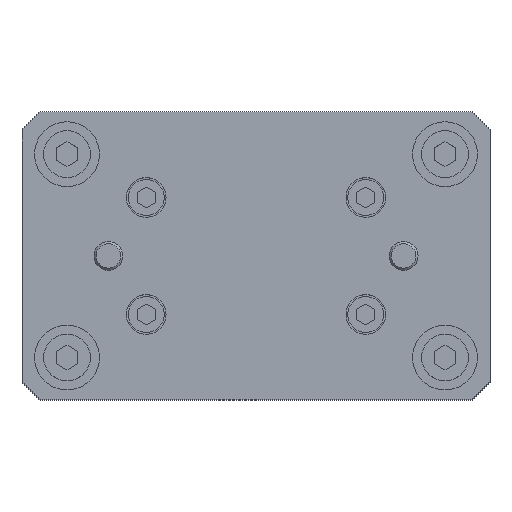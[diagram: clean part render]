
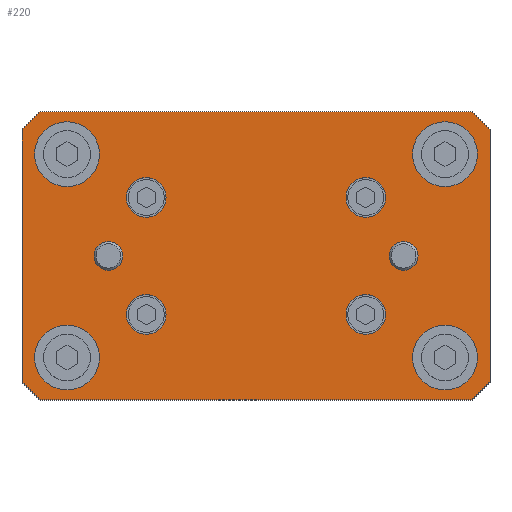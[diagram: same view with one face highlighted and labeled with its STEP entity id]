
A CAD part, top view. The second image highlights one B-rep face of the part: STEP entity #220.
In plain terms, the highlighted planar face has unit normal (0, 0, 1).
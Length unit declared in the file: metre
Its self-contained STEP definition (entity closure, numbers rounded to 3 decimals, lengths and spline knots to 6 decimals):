
#220 = ADVANCED_FACE( '', ( #590, #591, #592, #593, #594, #595, #596, #597, #598, #599, #600 ), #601, .F. );
#590 = FACE_BOUND( '', #1203, .T. );
#591 = FACE_BOUND( '', #1204, .T. );
#592 = FACE_BOUND( '', #1205, .T. );
#593 = FACE_BOUND( '', #1206, .T. );
#594 = FACE_BOUND( '', #1207, .T. );
#595 = FACE_BOUND( '', #1208, .T. );
#596 = FACE_BOUND( '', #1209, .T. );
#597 = FACE_BOUND( '', #1210, .T. );
#598 = FACE_BOUND( '', #1211, .T. );
#599 = FACE_BOUND( '', #1212, .T. );
#600 = FACE_OUTER_BOUND( '', #1213, .T. );
#601 = PLANE( '', #1214 );
#1203 = EDGE_LOOP( '', ( #1871 ) );
#1204 = EDGE_LOOP( '', ( #1872 ) );
#1205 = EDGE_LOOP( '', ( #1873 ) );
#1206 = EDGE_LOOP( '', ( #1874 ) );
#1207 = EDGE_LOOP( '', ( #1875 ) );
#1208 = EDGE_LOOP( '', ( #1876 ) );
#1209 = EDGE_LOOP( '', ( #1877 ) );
#1210 = EDGE_LOOP( '', ( #1878 ) );
#1211 = EDGE_LOOP( '', ( #1879 ) );
#1212 = EDGE_LOOP( '', ( #1880 ) );
#1213 = EDGE_LOOP( '', ( #1881, #1882, #1883, #1884, #1885, #1886, #1887, #1888 ) );
#1214 = AXIS2_PLACEMENT_3D( '', #1889, #1890, #1891 );
#1871 = ORIENTED_EDGE( '', *, *, #3024, .T. );
#1872 = ORIENTED_EDGE( '', *, *, #2993, .F. );
#1873 = ORIENTED_EDGE( '', *, *, #3025, .F. );
#1874 = ORIENTED_EDGE( '', *, *, #3026, .T. );
#1875 = ORIENTED_EDGE( '', *, *, #3027, .F. );
#1876 = ORIENTED_EDGE( '', *, *, #3028, .T. );
#1877 = ORIENTED_EDGE( '', *, *, #3029, .F. );
#1878 = ORIENTED_EDGE( '', *, *, #3030, .F. );
#1879 = ORIENTED_EDGE( '', *, *, #3031, .F. );
#1880 = ORIENTED_EDGE( '', *, *, #3032, .F. );
#1881 = ORIENTED_EDGE( '', *, *, #3033, .F. );
#1882 = ORIENTED_EDGE( '', *, *, #3034, .T. );
#1883 = ORIENTED_EDGE( '', *, *, #3035, .F. );
#1884 = ORIENTED_EDGE( '', *, *, #3036, .T. );
#1885 = ORIENTED_EDGE( '', *, *, #3037, .F. );
#1886 = ORIENTED_EDGE( '', *, *, #3038, .T. );
#1887 = ORIENTED_EDGE( '', *, *, #3039, .F. );
#1888 = ORIENTED_EDGE( '', *, *, #3019, .T. );
#1889 = CARTESIAN_POINT( '', ( -0.065, 0.04, 0.013 ) );
#1890 = DIRECTION( '', ( 0., 0., -1. ) );
#1891 = DIRECTION( '', ( 0., 1., 0. ) );
#2993 = EDGE_CURVE( '', #3453, #3453, #3454, .T. );
#3019 = EDGE_CURVE( '', #3497, #3498, #3499, .F. );
#3024 = EDGE_CURVE( '', #3506, #3506, #3507, .T. );
#3025 = EDGE_CURVE( '', #3508, #3508, #3509, .T. );
#3026 = EDGE_CURVE( '', #3510, #3510, #3511, .T. );
#3027 = EDGE_CURVE( '', #3512, #3512, #3513, .T. );
#3028 = EDGE_CURVE( '', #3514, #3514, #3515, .T. );
#3029 = EDGE_CURVE( '', #3516, #3516, #3517, .T. );
#3030 = EDGE_CURVE( '', #3518, #3518, #3519, .T. );
#3031 = EDGE_CURVE( '', #3520, #3520, #3521, .T. );
#3032 = EDGE_CURVE( '', #3522, #3522, #3523, .T. );
#3033 = EDGE_CURVE( '', #3524, #3498, #3525, .T. );
#3034 = EDGE_CURVE( '', #3524, #3526, #3527, .F. );
#3035 = EDGE_CURVE( '', #3528, #3526, #3529, .T. );
#3036 = EDGE_CURVE( '', #3528, #3530, #3531, .F. );
#3037 = EDGE_CURVE( '', #3532, #3530, #3533, .T. );
#3038 = EDGE_CURVE( '', #3532, #3534, #3535, .F. );
#3039 = EDGE_CURVE( '', #3497, #3534, #3536, .T. );
#3453 = VERTEX_POINT( '', #4155 );
#3454 = CIRCLE( '', #4156, 0.0055 );
#3497 = VERTEX_POINT( '', #4210 );
#3498 = VERTEX_POINT( '', #4211 );
#3499 = LINE( '', #4212, #4213 );
#3506 = VERTEX_POINT( '', #4223 );
#3507 = CIRCLE( '', #4224, 0.0055 );
#3508 = VERTEX_POINT( '', #4225 );
#3509 = CIRCLE( '', #4226, 0.0055 );
#3510 = VERTEX_POINT( '', #4227 );
#3511 = CIRCLE( '', #4228, 0.0055 );
#3512 = VERTEX_POINT( '', #4229 );
#3513 = CIRCLE( '', #4230, 0.004 );
#3514 = VERTEX_POINT( '', #4231 );
#3515 = CIRCLE( '', #4232, 0.004 );
#3516 = VERTEX_POINT( '', #4233 );
#3517 = CIRCLE( '', #4234, 0.004 );
#3518 = VERTEX_POINT( '', #4235 );
#3519 = CIRCLE( '', #4236, 0.004 );
#3520 = VERTEX_POINT( '', #4237 );
#3521 = CIRCLE( '', #4238, 0.004 );
#3522 = VERTEX_POINT( '', #4239 );
#3523 = CIRCLE( '', #4240, 0.004 );
#3524 = VERTEX_POINT( '', #4241 );
#3525 = LINE( '', #4242, #4243 );
#3526 = VERTEX_POINT( '', #4244 );
#3527 = LINE( '', #4245, #4246 );
#3528 = VERTEX_POINT( '', #4247 );
#3529 = LINE( '', #4248, #4249 );
#3530 = VERTEX_POINT( '', #4250 );
#3531 = LINE( '', #4251, #4252 );
#3532 = VERTEX_POINT( '', #4253 );
#3533 = LINE( '', #4254, #4255 );
#3534 = VERTEX_POINT( '', #4256 );
#3535 = LINE( '', #4257, #4258 );
#3536 = LINE( '', #4259, #4260 );
#4155 = CARTESIAN_POINT( '', ( 0.025, -0.01625, 0.013 ) );
#4156 = AXIS2_PLACEMENT_3D( '', #5148, #5149, #5150 );
#4210 = CARTESIAN_POINT( '', ( 0.065, 0.035, 0.013 ) );
#4211 = CARTESIAN_POINT( '', ( 0.06, 0.04, 0.013 ) );
#4212 = CARTESIAN_POINT( '', ( 0.06, 0.04, 0.013 ) );
#4213 = VECTOR( '', #5183, 1. );
#4223 = CARTESIAN_POINT( '', ( -0.025, -0.01625, 0.013 ) );
#4224 = AXIS2_PLACEMENT_3D( '', #5187, #5188, #5189 );
#4225 = CARTESIAN_POINT( '', ( -0.025, 0.01625, 0.013 ) );
#4226 = AXIS2_PLACEMENT_3D( '', #5190, #5191, #5192 );
#4227 = CARTESIAN_POINT( '', ( 0.025, 0.01625, 0.013 ) );
#4228 = AXIS2_PLACEMENT_3D( '', #5193, #5194, #5195 );
#4229 = CARTESIAN_POINT( '', ( -0.037, 0., 0.013 ) );
#4230 = AXIS2_PLACEMENT_3D( '', #5196, #5197, #5198 );
#4231 = CARTESIAN_POINT( '', ( 0.037, 0., 0.013 ) );
#4232 = AXIS2_PLACEMENT_3D( '', #5199, #5200, #5201 );
#4233 = CARTESIAN_POINT( '', ( -0.0485, -0.02825, 0.013 ) );
#4234 = AXIS2_PLACEMENT_3D( '', #5202, #5203, #5204 );
#4235 = CARTESIAN_POINT( '', ( 0.0485, -0.02825, 0.013 ) );
#4236 = AXIS2_PLACEMENT_3D( '', #5205, #5206, #5207 );
#4237 = CARTESIAN_POINT( '', ( -0.0485, 0.02825, 0.013 ) );
#4238 = AXIS2_PLACEMENT_3D( '', #5208, #5209, #5210 );
#4239 = CARTESIAN_POINT( '', ( 0.0565, 0.02825, 0.013 ) );
#4240 = AXIS2_PLACEMENT_3D( '', #5211, #5212, #5213 );
#4241 = CARTESIAN_POINT( '', ( -0.06, 0.04, 0.013 ) );
#4242 = CARTESIAN_POINT( '', ( -0.065, 0.04, 0.013 ) );
#4243 = VECTOR( '', #5214, 1. );
#4244 = CARTESIAN_POINT( '', ( -0.065, 0.035, 0.013 ) );
#4245 = CARTESIAN_POINT( '', ( -0.065, 0.035, 0.013 ) );
#4246 = VECTOR( '', #5215, 1. );
#4247 = CARTESIAN_POINT( '', ( -0.065, -0.035, 0.013 ) );
#4248 = CARTESIAN_POINT( '', ( -0.065, -0.04, 0.013 ) );
#4249 = VECTOR( '', #5216, 1. );
#4250 = CARTESIAN_POINT( '', ( -0.06, -0.04, 0.013 ) );
#4251 = CARTESIAN_POINT( '', ( -0.06, -0.04, 0.013 ) );
#4252 = VECTOR( '', #5217, 1. );
#4253 = CARTESIAN_POINT( '', ( 0.06, -0.04, 0.013 ) );
#4254 = CARTESIAN_POINT( '', ( 0.065, -0.04, 0.013 ) );
#4255 = VECTOR( '', #5218, 1. );
#4256 = CARTESIAN_POINT( '', ( 0.065, -0.035, 0.013 ) );
#4257 = CARTESIAN_POINT( '', ( 0.065, -0.035, 0.013 ) );
#4258 = VECTOR( '', #5219, 1. );
#4259 = CARTESIAN_POINT( '', ( 0.065, 0.04, 0.013 ) );
#4260 = VECTOR( '', #5220, 1. );
#5148 = CARTESIAN_POINT( '', ( 0.0305, -0.01625, 0.013 ) );
#5149 = DIRECTION( '', ( 0., 0., 1. ) );
#5150 = DIRECTION( '', ( -1., 0., 0. ) );
#5183 = DIRECTION( '', ( 0.707, -0.707, 0. ) );
#5187 = CARTESIAN_POINT( '', ( -0.0305, -0.01625, 0.013 ) );
#5188 = DIRECTION( '', ( 0., 0., -1. ) );
#5189 = DIRECTION( '', ( 1., 0., 0. ) );
#5190 = CARTESIAN_POINT( '', ( -0.0305, 0.01625, 0.013 ) );
#5191 = DIRECTION( '', ( 0., 0., 1. ) );
#5192 = DIRECTION( '', ( 1., 0., 0. ) );
#5193 = CARTESIAN_POINT( '', ( 0.0305, 0.01625, 0.013 ) );
#5194 = DIRECTION( '', ( 0., 0., -1. ) );
#5195 = DIRECTION( '', ( -1., 0., 0. ) );
#5196 = CARTESIAN_POINT( '', ( -0.041, 0., 0.013 ) );
#5197 = DIRECTION( '', ( 0., 0., 1. ) );
#5198 = DIRECTION( '', ( 1., 0., 0. ) );
#5199 = CARTESIAN_POINT( '', ( 0.041, 0., 0.013 ) );
#5200 = DIRECTION( '', ( 0., 0., -1. ) );
#5201 = DIRECTION( '', ( -1., 0., 0. ) );
#5202 = CARTESIAN_POINT( '', ( -0.0525, -0.02825, 0.013 ) );
#5203 = DIRECTION( '', ( 0., 0., 1. ) );
#5204 = DIRECTION( '', ( 1., 0., 0. ) );
#5205 = CARTESIAN_POINT( '', ( 0.0525, -0.02825, 0.013 ) );
#5206 = DIRECTION( '', ( 0., 0., 1. ) );
#5207 = DIRECTION( '', ( -1., 0., 0. ) );
#5208 = CARTESIAN_POINT( '', ( -0.0525, 0.02825, 0.013 ) );
#5209 = DIRECTION( '', ( 0., 0., 1. ) );
#5210 = DIRECTION( '', ( 1., 0., 0. ) );
#5211 = CARTESIAN_POINT( '', ( 0.0525, 0.02825, 0.013 ) );
#5212 = DIRECTION( '', ( 0., 0., 1. ) );
#5213 = DIRECTION( '', ( 1., 0., 0. ) );
#5214 = DIRECTION( '', ( 1., 0., 0. ) );
#5215 = DIRECTION( '', ( 0.707, 0.707, 0. ) );
#5216 = DIRECTION( '', ( 0., 1., 0. ) );
#5217 = DIRECTION( '', ( -0.707, 0.707, 0. ) );
#5218 = DIRECTION( '', ( -1., 0., 0. ) );
#5219 = DIRECTION( '', ( -0.707, -0.707, 0. ) );
#5220 = DIRECTION( '', ( 0., -1., 0. ) );
